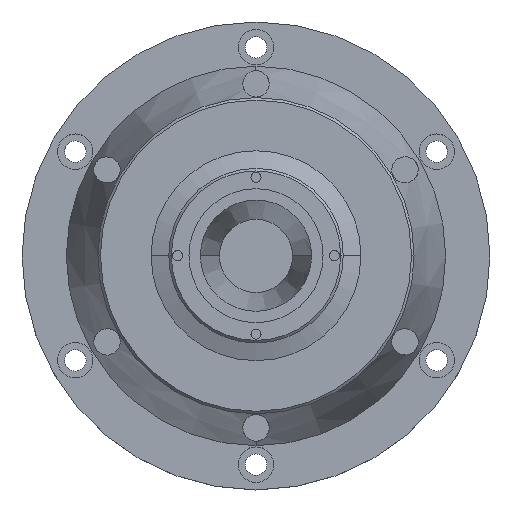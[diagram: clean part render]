
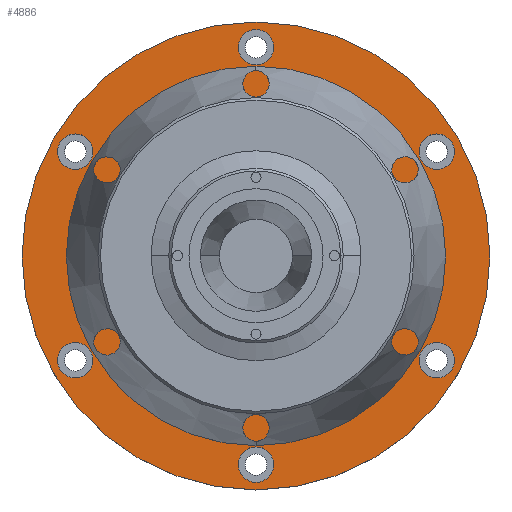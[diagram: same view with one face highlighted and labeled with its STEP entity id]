
A CAD part, top view. The second image highlights one B-rep face of the part: STEP entity #4886.
In plain terms, the highlighted planar face has unit normal (0, 0, 1).
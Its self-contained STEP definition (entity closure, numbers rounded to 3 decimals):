
#108 = ORIENTED_EDGE ( 'NONE', *, *, #6616, .T. ) ;
#302 = FACE_BOUND ( 'NONE', #2147, .T. ) ;
#535 = CIRCLE ( 'NONE', #5683, 7. ) ;
#547 = ORIENTED_EDGE ( 'NONE', *, *, #4058, .T. ) ;
#699 = EDGE_CURVE ( 'NONE', #10453, #5426, #11720, .T. ) ;
#816 = DIRECTION ( 'NONE',  ( 0., 0., -1. ) ) ;
#905 = ORIENTED_EDGE ( 'NONE', *, *, #5640, .T. ) ;
#1026 = CIRCLE ( 'NONE', #11750, 7. ) ;
#1053 = CIRCLE ( 'NONE', #15006, 7. ) ;
#1120 = DIRECTION ( 'NONE',  ( 1., 0., 0. ) ) ;
#1227 = VERTEX_POINT ( 'NONE', #15532 ) ;
#1238 = CARTESIAN_POINT ( 'NONE',  ( 0., 82.5, 289. ) ) ;
#1246 = VERTEX_POINT ( 'NONE', #1471 ) ;
#1277 = AXIS2_PLACEMENT_3D ( 'NONE', #3026, #14526, #12005 ) ;
#1311 = AXIS2_PLACEMENT_3D ( 'NONE', #10209, #6253, #1120 ) ;
#1355 = EDGE_LOOP ( 'NONE', ( #547, #3363 ) ) ;
#1471 = CARTESIAN_POINT ( 'NONE',  ( -78.447, 41.25, 289. ) ) ;
#1496 = DIRECTION ( 'NONE',  ( 1., 0., 0. ) ) ;
#1506 = ORIENTED_EDGE ( 'NONE', *, *, #10764, .T. ) ;
#1749 = CARTESIAN_POINT ( 'NONE',  ( -7., -82.5, 289. ) ) ;
#1833 = CIRCLE ( 'NONE', #12137, 7. ) ;
#1863 = CIRCLE ( 'NONE', #2360, 7. ) ;
#1871 = DIRECTION ( 'NONE',  ( 1., 0., 0. ) ) ;
#1954 = EDGE_CURVE ( 'NONE', #12726, #1227, #4680, .T. ) ;
#2016 = VERTEX_POINT ( 'NONE', #3538 ) ;
#2024 = EDGE_LOOP ( 'NONE', ( #13269, #13480 ) ) ;
#2147 = EDGE_LOOP ( 'NONE', ( #13663, #6837 ) ) ;
#2216 = CARTESIAN_POINT ( 'NONE',  ( -78.447, -41.25, 289. ) ) ;
#2337 = EDGE_CURVE ( 'NONE', #1246, #9405, #6842, .T. ) ;
#2360 = AXIS2_PLACEMENT_3D ( 'NONE', #15512, #4136, #7930 ) ;
#2443 = ORIENTED_EDGE ( 'NONE', *, *, #3355, .F. ) ;
#2462 = DIRECTION ( 'NONE',  ( 0., 0., -1. ) ) ;
#2499 = ORIENTED_EDGE ( 'NONE', *, *, #4539, .F. ) ;
#2502 = CARTESIAN_POINT ( 'NONE',  ( 0., 0., 289. ) ) ;
#2939 = CARTESIAN_POINT ( 'NONE',  ( 71.447, -41.25, 289. ) ) ;
#2990 = EDGE_LOOP ( 'NONE', ( #2499, #2443 ) ) ;
#3003 = VERTEX_POINT ( 'NONE', #13405 ) ;
#3026 = CARTESIAN_POINT ( 'NONE',  ( 0., 0., 289. ) ) ;
#3097 = FACE_BOUND ( 'NONE', #2024, .T. ) ;
#3253 = VERTEX_POINT ( 'NONE', #10050 ) ;
#3355 = EDGE_CURVE ( 'NONE', #15975, #7144, #16134, .T. ) ;
#3363 = ORIENTED_EDGE ( 'NONE', *, *, #2337, .T. ) ;
#3538 = CARTESIAN_POINT ( 'NONE',  ( 7., 82.5, 289. ) ) ;
#3597 = CARTESIAN_POINT ( 'NONE',  ( 64.447, -41.25, 289. ) ) ;
#3606 = CIRCLE ( 'NONE', #8486, 7. ) ;
#3725 = VERTEX_POINT ( 'NONE', #3597 ) ;
#3987 = CARTESIAN_POINT ( 'NONE',  ( 71.447, 41.25, 289. ) ) ;
#4058 = EDGE_CURVE ( 'NONE', #9405, #1246, #1863, .T. ) ;
#4136 = DIRECTION ( 'NONE',  ( 0., 0., -1. ) ) ;
#4534 = CARTESIAN_POINT ( 'NONE',  ( -71.447, 41.25, 289. ) ) ;
#4539 = EDGE_CURVE ( 'NONE', #7144, #15975, #7681, .T. ) ;
#4680 = CIRCLE ( 'NONE', #4764, 7. ) ;
#4690 = FACE_BOUND ( 'NONE', #1355, .T. ) ;
#4764 = AXIS2_PLACEMENT_3D ( 'NONE', #3987, #5431, #6501 ) ;
#4886 = ADVANCED_FACE ( 'NONE', ( #6884, #9322, #5891, #3097, #302, #16128, #4690 ), #13317, .T. ) ;
#5026 = DIRECTION ( 'NONE',  ( 1., 0., 0. ) ) ;
#5426 = VERTEX_POINT ( 'NONE', #14267 ) ;
#5431 = DIRECTION ( 'NONE',  ( 0., 0., -1. ) ) ;
#5488 = AXIS2_PLACEMENT_3D ( 'NONE', #9042, #11568, #11628 ) ;
#5516 = AXIS2_PLACEMENT_3D ( 'NONE', #7549, #2462, #5026 ) ;
#5640 = EDGE_CURVE ( 'NONE', #12246, #3253, #1026, .T. ) ;
#5683 = AXIS2_PLACEMENT_3D ( 'NONE', #2939, #11965, #1871 ) ;
#5800 = DIRECTION ( 'NONE',  ( 0., 0., -1. ) ) ;
#5891 = FACE_BOUND ( 'NONE', #6505, .T. ) ;
#5901 = CARTESIAN_POINT ( 'NONE',  ( 92.5, 0., 289. ) ) ;
#6014 = DIRECTION ( 'NONE',  ( 1., 0., 0. ) ) ;
#6123 = DIRECTION ( 'NONE',  ( 0., 0., -1. ) ) ;
#6253 = DIRECTION ( 'NONE',  ( 0., 0., -1. ) ) ;
#6501 = DIRECTION ( 'NONE',  ( 1., 0., 0. ) ) ;
#6505 = EDGE_LOOP ( 'NONE', ( #8965, #6720 ) ) ;
#6616 = EDGE_CURVE ( 'NONE', #2016, #11010, #16224, .T. ) ;
#6696 = DIRECTION ( 'NONE',  ( 0., 0., -1. ) ) ;
#6720 = ORIENTED_EDGE ( 'NONE', *, *, #11410, .T. ) ;
#6837 = ORIENTED_EDGE ( 'NONE', *, *, #699, .T. ) ;
#6842 = CIRCLE ( 'NONE', #7548, 7. ) ;
#6884 = FACE_OUTER_BOUND ( 'NONE', #2990, .T. ) ;
#7018 = CIRCLE ( 'NONE', #1311, 7. ) ;
#7144 = VERTEX_POINT ( 'NONE', #5901 ) ;
#7246 = CARTESIAN_POINT ( 'NONE',  ( 71.447, -41.25, 289. ) ) ;
#7548 = AXIS2_PLACEMENT_3D ( 'NONE', #4534, #5800, #8392 ) ;
#7549 = CARTESIAN_POINT ( 'NONE',  ( 0., 82.5, 289. ) ) ;
#7669 = EDGE_CURVE ( 'NONE', #3725, #3003, #535, .T. ) ;
#7681 = CIRCLE ( 'NONE', #13437, 92.5 ) ;
#7930 = DIRECTION ( 'NONE',  ( 1., 0., 0. ) ) ;
#8141 = CARTESIAN_POINT ( 'NONE',  ( 0., 0., 289. ) ) ;
#8392 = DIRECTION ( 'NONE',  ( 1., 0., 0. ) ) ;
#8423 = CARTESIAN_POINT ( 'NONE',  ( -71.447, -41.25, 289. ) ) ;
#8486 = AXIS2_PLACEMENT_3D ( 'NONE', #7246, #6123, #6014 ) ;
#8965 = ORIENTED_EDGE ( 'NONE', *, *, #1954, .T. ) ;
#9042 = CARTESIAN_POINT ( 'NONE',  ( 0., -82.5, 289. ) ) ;
#9192 = CARTESIAN_POINT ( 'NONE',  ( 0., -82.5, 289. ) ) ;
#9238 = CIRCLE ( 'NONE', #5516, 7. ) ;
#9322 = FACE_BOUND ( 'NONE', #15089, .T. ) ;
#9405 = VERTEX_POINT ( 'NONE', #14949 ) ;
#10001 = CARTESIAN_POINT ( 'NONE',  ( -7., 82.5, 289. ) ) ;
#10050 = CARTESIAN_POINT ( 'NONE',  ( -64.447, -41.25, 289. ) ) ;
#10209 = CARTESIAN_POINT ( 'NONE',  ( -71.447, -41.25, 289. ) ) ;
#10213 = DIRECTION ( 'NONE',  ( 0., 0., -1. ) ) ;
#10245 = CARTESIAN_POINT ( 'NONE',  ( -92.5, 0., 289. ) ) ;
#10453 = VERTEX_POINT ( 'NONE', #1749 ) ;
#10666 = EDGE_CURVE ( 'NONE', #11010, #2016, #9238, .T. ) ;
#10764 = EDGE_CURVE ( 'NONE', #3253, #12246, #7018, .T. ) ;
#10982 = DIRECTION ( 'NONE',  ( 1., 0., 0. ) ) ;
#11010 = VERTEX_POINT ( 'NONE', #10001 ) ;
#11410 = EDGE_CURVE ( 'NONE', #1227, #12726, #1053, .T. ) ;
#11448 = CARTESIAN_POINT ( 'NONE',  ( 71.447, 41.25, 289. ) ) ;
#11568 = DIRECTION ( 'NONE',  ( 0., 0., -1. ) ) ;
#11623 = AXIS2_PLACEMENT_3D ( 'NONE', #8141, #13373, #14663 ) ;
#11628 = DIRECTION ( 'NONE',  ( 1., 0., 0. ) ) ;
#11720 = CIRCLE ( 'NONE', #5488, 7. ) ;
#11750 = AXIS2_PLACEMENT_3D ( 'NONE', #8423, #816, #10982 ) ;
#11965 = DIRECTION ( 'NONE',  ( 0., 0., -1. ) ) ;
#12005 = DIRECTION ( 'NONE',  ( 1., 0., 0. ) ) ;
#12036 = EDGE_LOOP ( 'NONE', ( #1506, #905 ) ) ;
#12137 = AXIS2_PLACEMENT_3D ( 'NONE', #9192, #6696, #1496 ) ;
#12156 = EDGE_CURVE ( 'NONE', #3003, #3725, #3606, .T. ) ;
#12246 = VERTEX_POINT ( 'NONE', #2216 ) ;
#12319 = CARTESIAN_POINT ( 'NONE',  ( 78.447, 41.25, 289. ) ) ;
#12726 = VERTEX_POINT ( 'NONE', #12319 ) ;
#12807 = DIRECTION ( 'NONE',  ( 0., 0., -1. ) ) ;
#12894 = DIRECTION ( 'NONE',  ( 1., 0., 0. ) ) ;
#12901 = DIRECTION ( 'NONE',  ( 0., 0., -1. ) ) ;
#13269 = ORIENTED_EDGE ( 'NONE', *, *, #12156, .T. ) ;
#13317 = PLANE ( 'NONE',  #11623 ) ;
#13373 = DIRECTION ( 'NONE',  ( 0., 0., 1. ) ) ;
#13405 = CARTESIAN_POINT ( 'NONE',  ( 78.447, -41.25, 289. ) ) ;
#13437 = AXIS2_PLACEMENT_3D ( 'NONE', #2502, #12807, #14160 ) ;
#13480 = ORIENTED_EDGE ( 'NONE', *, *, #7669, .T. ) ;
#13663 = ORIENTED_EDGE ( 'NONE', *, *, #15716, .T. ) ;
#14160 = DIRECTION ( 'NONE',  ( 1., 0., 0. ) ) ;
#14267 = CARTESIAN_POINT ( 'NONE',  ( 7., -82.5, 289. ) ) ;
#14373 = ORIENTED_EDGE ( 'NONE', *, *, #10666, .T. ) ;
#14526 = DIRECTION ( 'NONE',  ( 0., 0., -1. ) ) ;
#14663 = DIRECTION ( 'NONE',  ( 1., 0., 0. ) ) ;
#14949 = CARTESIAN_POINT ( 'NONE',  ( -64.447, 41.25, 289. ) ) ;
#15006 = AXIS2_PLACEMENT_3D ( 'NONE', #11448, #12901, #15462 ) ;
#15089 = EDGE_LOOP ( 'NONE', ( #108, #14373 ) ) ;
#15315 = AXIS2_PLACEMENT_3D ( 'NONE', #1238, #10213, #12894 ) ;
#15462 = DIRECTION ( 'NONE',  ( 1., 0., 0. ) ) ;
#15512 = CARTESIAN_POINT ( 'NONE',  ( -71.447, 41.25, 289. ) ) ;
#15532 = CARTESIAN_POINT ( 'NONE',  ( 64.447, 41.25, 289. ) ) ;
#15716 = EDGE_CURVE ( 'NONE', #5426, #10453, #1833, .T. ) ;
#15975 = VERTEX_POINT ( 'NONE', #10245 ) ;
#16128 = FACE_BOUND ( 'NONE', #12036, .T. ) ;
#16134 = CIRCLE ( 'NONE', #1277, 92.5 ) ;
#16224 = CIRCLE ( 'NONE', #15315, 7. ) ;
